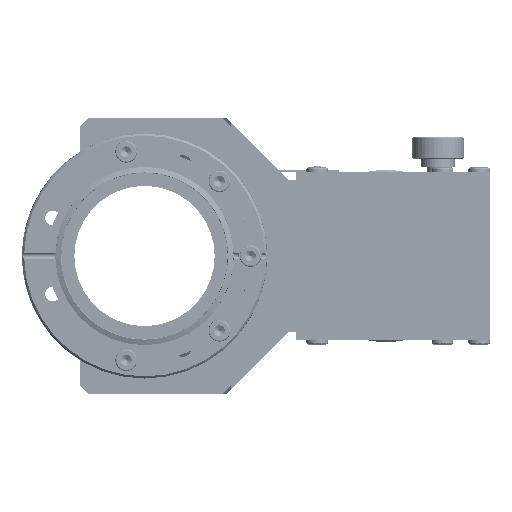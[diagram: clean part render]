
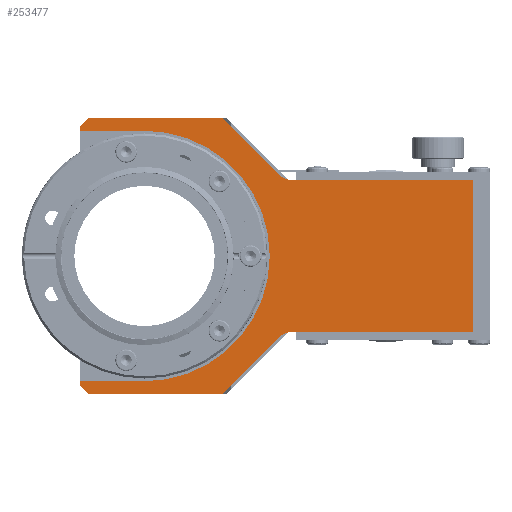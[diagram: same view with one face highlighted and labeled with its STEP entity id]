
A CAD part, front view. The second image highlights one B-rep face of the part: STEP entity #253477.
In plain terms, the highlighted planar face has unit normal (0, -1, 0).
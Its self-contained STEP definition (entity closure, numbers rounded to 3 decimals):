
#3135 = VECTOR ( 'NONE', #37906, 1000. ) ;
#4380 = ORIENTED_EDGE ( 'NONE', *, *, #59386, .T. ) ;
#5033 = VERTEX_POINT ( 'NONE', #15536 ) ;
#6125 = DIRECTION ( 'NONE',  ( 0., 0., -1. ) ) ;
#6742 = PLANE ( 'NONE',  #133287 ) ;
#10240 = LINE ( 'NONE', #20521, #168495 ) ;
#12170 = DIRECTION ( 'NONE',  ( 1., 0., 0. ) ) ;
#14404 = EDGE_CURVE ( 'NONE', #255311, #5033, #217362, .T. ) ;
#14763 = DIRECTION ( 'NONE',  ( 0., 1., 0. ) ) ;
#15536 = CARTESIAN_POINT ( 'NONE',  ( -30., 0., -60. ) ) ;
#17074 = VECTOR ( 'NONE', #143876, 1000. ) ;
#17367 = VERTEX_POINT ( 'NONE', #136154 ) ;
#19258 = VECTOR ( 'NONE', #247296, 1000. ) ;
#20521 = CARTESIAN_POINT ( 'NONE',  ( -30., 0., -60. ) ) ;
#22915 = CARTESIAN_POINT ( 'NONE',  ( 152., 0., -35. ) ) ;
#23013 = ORIENTED_EDGE ( 'NONE', *, *, #185288, .T. ) ;
#23625 = DIRECTION ( 'NONE',  ( -1., 0., 0. ) ) ;
#23913 = DIRECTION ( 'NONE',  ( 0., 0., -1. ) ) ;
#23922 = LINE ( 'NONE', #188961, #72370 ) ;
#27976 = DIRECTION ( 'NONE',  ( 0., 1., 0. ) ) ;
#30046 = CARTESIAN_POINT ( 'NONE',  ( 36., 0., -64. ) ) ;
#31057 = CARTESIAN_POINT ( 'NONE',  ( 69.142, 0., -35. ) ) ;
#33885 = CARTESIAN_POINT ( 'NONE',  ( 152., 0., 35. ) ) ;
#37906 = DIRECTION ( 'NONE',  ( -1., 0., 0. ) ) ;
#38344 = VECTOR ( 'NONE', #23625, 1000. ) ;
#41718 = AXIS2_PLACEMENT_3D ( 'NONE', #138341, #14763, #159123 ) ;
#44480 = DIRECTION ( 'NONE',  ( -0.707, 0., -0.707 ) ) ;
#45832 = VERTEX_POINT ( 'NONE', #125519 ) ;
#45892 = VECTOR ( 'NONE', #195065, 1000. ) ;
#49421 = VECTOR ( 'NONE', #145343, 1000. ) ;
#52715 = LINE ( 'NONE', #211094, #107674 ) ;
#59386 = EDGE_CURVE ( 'NONE', #45832, #208483, #182696, .T. ) ;
#59461 = VECTOR ( 'NONE', #78511, 1000. ) ;
#68101 = EDGE_CURVE ( 'NONE', #188541, #255311, #112884, .T. ) ;
#71487 = CIRCLE ( 'NONE', #41718, 10. ) ;
#72370 = VECTOR ( 'NONE', #23913, 1000. ) ;
#75298 = ORIENTED_EDGE ( 'NONE', *, *, #248751, .T. ) ;
#78156 = ORIENTED_EDGE ( 'NONE', *, *, #223135, .T. ) ;
#78511 = DIRECTION ( 'NONE',  ( 0., 0., -1. ) ) ;
#81212 = CARTESIAN_POINT ( 'NONE',  ( 62.071, 0., -37.929 ) ) ;
#85356 = EDGE_CURVE ( 'NONE', #241467, #239250, #107248, .T. ) ;
#86132 = CARTESIAN_POINT ( 'NONE',  ( 36., 0., 64. ) ) ;
#87608 = CARTESIAN_POINT ( 'NONE',  ( 69.142, 0., -35. ) ) ;
#93220 = LINE ( 'NONE', #168006, #38344 ) ;
#98030 = EDGE_CURVE ( 'NONE', #146131, #135293, #175132, .T. ) ;
#100314 = AXIS2_PLACEMENT_3D ( 'NONE', #151683, #27976, #172315 ) ;
#103336 = CARTESIAN_POINT ( 'NONE',  ( -26., 0., 64. ) ) ;
#107248 = LINE ( 'NONE', #30046, #45892 ) ;
#107674 = VECTOR ( 'NONE', #44480, 1000. ) ;
#108696 = ORIENTED_EDGE ( 'NONE', *, *, #68101, .T. ) ;
#110508 = CARTESIAN_POINT ( 'NONE',  ( 69.142, 0., 45. ) ) ;
#112884 = LINE ( 'NONE', #161530, #3135 ) ;
#123311 = EDGE_CURVE ( 'NONE', #130325, #241467, #126808, .T. ) ;
#125519 = CARTESIAN_POINT ( 'NONE',  ( 62.071, 0., 37.929 ) ) ;
#126356 = ORIENTED_EDGE ( 'NONE', *, *, #98030, .T. ) ;
#126808 = LINE ( 'NONE', #135806, #229742 ) ;
#127954 = VECTOR ( 'NONE', #250915, 1000. ) ;
#128706 = EDGE_CURVE ( 'NONE', #5033, #130325, #10240, .T. ) ;
#129449 = ORIENTED_EDGE ( 'NONE', *, *, #254522, .T. ) ;
#129780 = DIRECTION ( 'NONE',  ( 0., 1., 0. ) ) ;
#130325 = VERTEX_POINT ( 'NONE', #166602 ) ;
#131283 = DIRECTION ( 'NONE',  ( 0., 0., -1. ) ) ;
#133287 = AXIS2_PLACEMENT_3D ( 'NONE', #110508, #254543, #131283 ) ;
#133935 = ORIENTED_EDGE ( 'NONE', *, *, #267173, .T. ) ;
#135293 = VERTEX_POINT ( 'NONE', #33885 ) ;
#135806 = CARTESIAN_POINT ( 'NONE',  ( -26., 0., -64. ) ) ;
#136154 = CARTESIAN_POINT ( 'NONE',  ( 69.142, 0., 35. ) ) ;
#138341 = CARTESIAN_POINT ( 'NONE',  ( 69.142, 0., -45. ) ) ;
#143876 = DIRECTION ( 'NONE',  ( 0., 0., 1. ) ) ;
#145343 = DIRECTION ( 'NONE',  ( 1., 0., 0. ) ) ;
#145681 = CIRCLE ( 'NONE', #254274, 58. ) ;
#146008 = EDGE_CURVE ( 'NONE', #208483, #225206, #238408, .T. ) ;
#146131 = VERTEX_POINT ( 'NONE', #22915 ) ;
#149267 = CARTESIAN_POINT ( 'NONE',  ( -30., 0., 58. ) ) ;
#151683 = CARTESIAN_POINT ( 'NONE',  ( 69.142, 0., 45. ) ) ;
#159123 = DIRECTION ( 'NONE',  ( 0., 0., -1. ) ) ;
#161530 = CARTESIAN_POINT ( 'NONE',  ( 69.142, 0., -58. ) ) ;
#166602 = CARTESIAN_POINT ( 'NONE',  ( -26., 0., -64. ) ) ;
#166959 = CARTESIAN_POINT ( 'NONE',  ( 69.142, 0., 58. ) ) ;
#168006 = CARTESIAN_POINT ( 'NONE',  ( 69.142, 0., 35. ) ) ;
#168495 = VECTOR ( 'NONE', #184667, 1000. ) ;
#170247 = LINE ( 'NONE', #87608, #224856 ) ;
#171009 = ORIENTED_EDGE ( 'NONE', *, *, #199485, .T. ) ;
#172315 = DIRECTION ( 'NONE',  ( 0., 0., -1. ) ) ;
#175132 = LINE ( 'NONE', #267098, #17074 ) ;
#182696 = LINE ( 'NONE', #86132, #127954 ) ;
#184667 = DIRECTION ( 'NONE',  ( 0.707, 0., -0.707 ) ) ;
#185288 = EDGE_CURVE ( 'NONE', #17367, #45832, #206273, .T. ) ;
#188541 = VERTEX_POINT ( 'NONE', #235523 ) ;
#188961 = CARTESIAN_POINT ( 'NONE',  ( -30., 0., 41. ) ) ;
#193029 = ORIENTED_EDGE ( 'NONE', *, *, #231536, .T. ) ;
#194060 = ORIENTED_EDGE ( 'NONE', *, *, #123311, .T. ) ;
#195065 = DIRECTION ( 'NONE',  ( 0.707, 0., 0.707 ) ) ;
#196030 = FACE_OUTER_BOUND ( 'NONE', #248963, .T. ) ;
#197576 = VERTEX_POINT ( 'NONE', #31057 ) ;
#199485 = EDGE_CURVE ( 'NONE', #239250, #197576, #71487, .T. ) ;
#206273 = CIRCLE ( 'NONE', #100314, 10. ) ;
#206699 = ORIENTED_EDGE ( 'NONE', *, *, #128706, .T. ) ;
#208483 = VERTEX_POINT ( 'NONE', #264535 ) ;
#208593 = CARTESIAN_POINT ( 'NONE',  ( -26., 0., 64. ) ) ;
#210251 = CARTESIAN_POINT ( 'NONE',  ( -30., 0., -60. ) ) ;
#211019 = CARTESIAN_POINT ( 'NONE',  ( 0., 0., 58. ) ) ;
#211094 = CARTESIAN_POINT ( 'NONE',  ( -30., 0., 60. ) ) ;
#213827 = LINE ( 'NONE', #166959, #49421 ) ;
#214919 = ORIENTED_EDGE ( 'NONE', *, *, #146008, .T. ) ;
#217362 = LINE ( 'NONE', #210251, #59461 ) ;
#220268 = ORIENTED_EDGE ( 'NONE', *, *, #223740, .T. ) ;
#220348 = VERTEX_POINT ( 'NONE', #149267 ) ;
#223135 = EDGE_CURVE ( 'NONE', #235446, #220348, #23922, .T. ) ;
#223740 = EDGE_CURVE ( 'NONE', #197576, #146131, #170247, .T. ) ;
#224856 = VECTOR ( 'NONE', #252442, 1000. ) ;
#225206 = VERTEX_POINT ( 'NONE', #208593 ) ;
#225572 = VERTEX_POINT ( 'NONE', #211019 ) ;
#229742 = VECTOR ( 'NONE', #12170, 1000. ) ;
#231536 = EDGE_CURVE ( 'NONE', #220348, #225572, #213827, .T. ) ;
#234708 = ORIENTED_EDGE ( 'NONE', *, *, #85356, .T. ) ;
#235378 = CARTESIAN_POINT ( 'NONE',  ( -30., 0., 60. ) ) ;
#235446 = VERTEX_POINT ( 'NONE', #235378 ) ;
#235523 = CARTESIAN_POINT ( 'NONE',  ( 0., 0., -58. ) ) ;
#238408 = LINE ( 'NONE', #103336, #19258 ) ;
#239250 = VERTEX_POINT ( 'NONE', #81212 ) ;
#241467 = VERTEX_POINT ( 'NONE', #248422 ) ;
#247296 = DIRECTION ( 'NONE',  ( -1., 0., 0. ) ) ;
#248422 = CARTESIAN_POINT ( 'NONE',  ( 36., 0., -64. ) ) ;
#248751 = EDGE_CURVE ( 'NONE', #225206, #235446, #52715, .T. ) ;
#248963 = EDGE_LOOP ( 'NONE', ( #75298, #78156, #193029, #129449, #108696, #257629, #206699, #194060, #234708, #171009, #220268, #126356, #133935, #23013, #4380, #214919 ) ) ;
#250915 = DIRECTION ( 'NONE',  ( -0.707, 0., 0.707 ) ) ;
#252442 = DIRECTION ( 'NONE',  ( 1., 0., 0. ) ) ;
#253007 = CARTESIAN_POINT ( 'NONE',  ( 0., 0., 0. ) ) ;
#253477 = ADVANCED_FACE ( 'NONE', ( #196030 ), #6742, .T. ) ;
#254274 = AXIS2_PLACEMENT_3D ( 'NONE', #253007, #129780, #6125 ) ;
#254522 = EDGE_CURVE ( 'NONE', #225572, #188541, #145681, .T. ) ;
#254543 = DIRECTION ( 'NONE',  ( 0., -1., 0. ) ) ;
#255311 = VERTEX_POINT ( 'NONE', #258872 ) ;
#257629 = ORIENTED_EDGE ( 'NONE', *, *, #14404, .T. ) ;
#258872 = CARTESIAN_POINT ( 'NONE',  ( -30., 0., -58. ) ) ;
#264535 = CARTESIAN_POINT ( 'NONE',  ( 36., 0., 64. ) ) ;
#267098 = CARTESIAN_POINT ( 'NONE',  ( 152., 0., -35. ) ) ;
#267173 = EDGE_CURVE ( 'NONE', #135293, #17367, #93220, .T. ) ;
